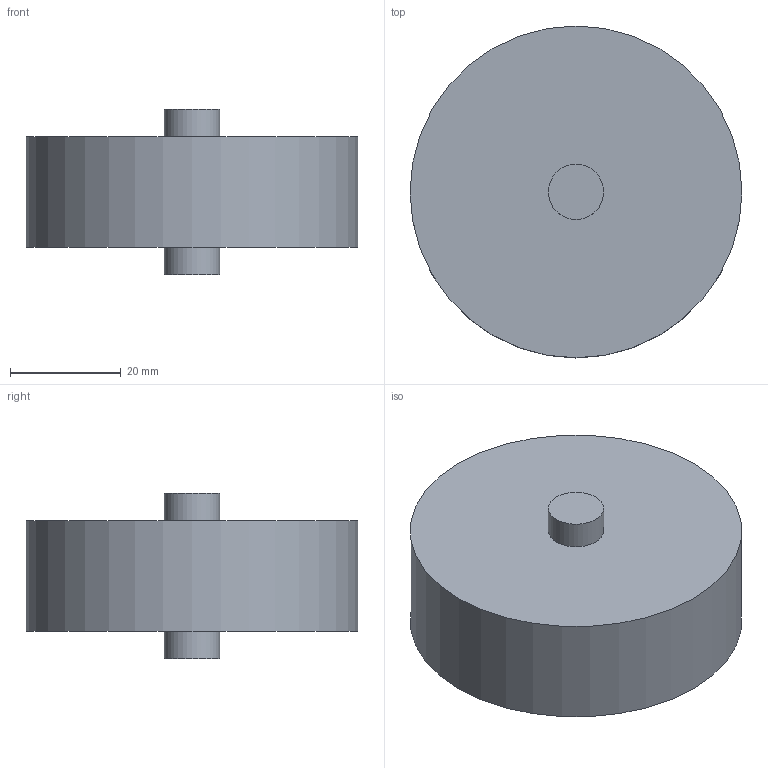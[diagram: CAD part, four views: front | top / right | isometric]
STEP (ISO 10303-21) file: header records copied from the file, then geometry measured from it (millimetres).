
FILE_DESCRIPTION ('wheel with an axis','2;1');
FILE_NAME('KittyCAD Text to CAD model','2024-01-01T16:26:21',('Author'),('KittyCAD'),'KittyCAD Text to CAD','text-to-cad.kittycad.io','Unknown');
FILE_SCHEMA(('AUTOMOTIVE_DESIGN { 1 0 10303 214 1 1 1 1 }'));
Length unit declared in the file: millimetre
Products named in the file (1): KittyCAD Text to CAD
Bounding box: 60 x 60 x 30 mm (x, y, z)
Volume: 57334.1 mm3; surface area: 9738.9 mm2
Topology: 1 solids, 1 shells, 7 faces, 9 edges, 6 vertices
Faces by surface type: plane 4, cylinder 3
Full cylindrical faces by diameter (mm): 10 x2, 60 x1
Entity records: 279 total; most frequent: DIRECTION 48, CARTESIAN_POINT 47, ORIENTED_EDGE 18, PCURVE 18, DEFINITIONAL_REPRESENTATION 18, LINE 15, VECTOR 15, AXIS2_PLACEMENT_3D 14
